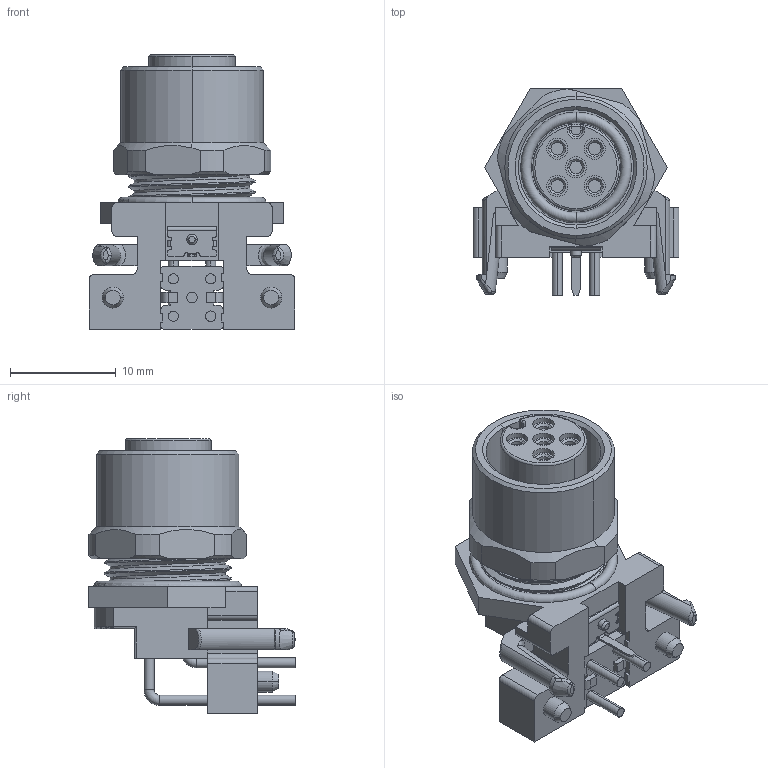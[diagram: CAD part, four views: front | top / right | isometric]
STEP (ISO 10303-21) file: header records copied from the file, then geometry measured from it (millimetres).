
FILE_DESCRIPTION((''),'2;1');
FILE_NAME('C-T4145035031-001','2016-12-21T',('workeradm'),('Tyco Electronics Ltd.'),'CREO PARAMETRIC BY PTC INC, 2016050','CREO PARAMETRIC BY PTC INC, 2016050','');
FILE_SCHEMA(('AUTOMOTIVE_DESIGN { 1 0 10303 214 1 1 1 1 }'));
Length unit declared in the file: millimetre
Products named in the file (1): C-T4145035031-001
Bounding box: 19.5 x 19.6 x 26 mm (x, y, z)
Volume: 3038 mm3; surface area: 2830.6 mm2
Topology: 1 solids, 1 shells, 475 faces, 1245 edges, 795 vertices
Faces by surface type: plane 259, cylinder 132, cone 44, bspline 19, torus 17, sphere 4
Entity records: 17671 total; most frequent: CARTESIAN_POINT 5776, ORIENTED_EDGE 2490, DIRECTION 2382, EDGE_CURVE 1245, VECTOR 818, LINE 818, VERTEX_POINT 795, AXIS2_PLACEMENT_3D 782
